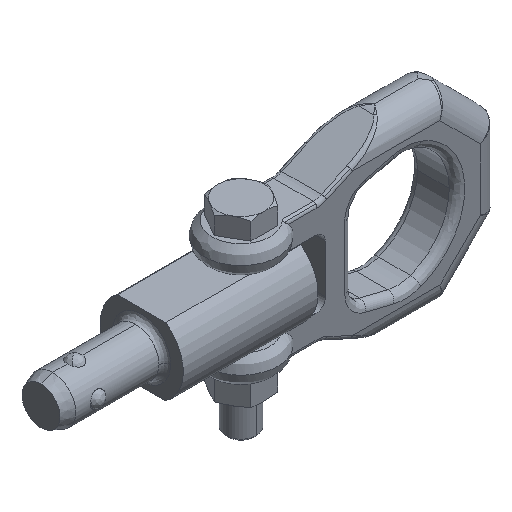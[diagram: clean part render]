
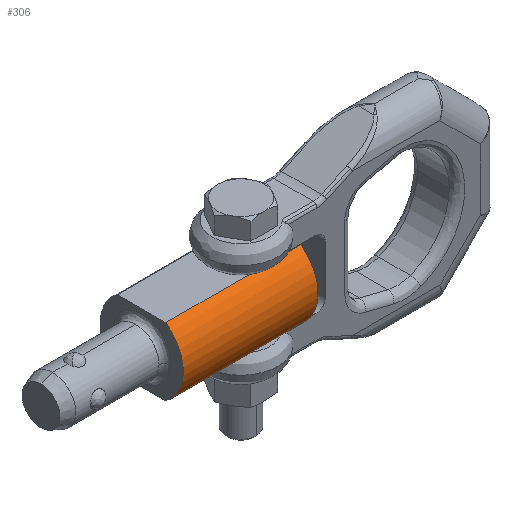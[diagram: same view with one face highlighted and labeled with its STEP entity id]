
A CAD part, isometric view. The second image highlights one B-rep face of the part: STEP entity #306.
In plain terms, the highlighted cylindrical face has radius 10.75 mm (diameter 21.5 mm), a partial arc.
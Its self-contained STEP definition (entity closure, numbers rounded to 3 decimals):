
#306=ADVANCED_FACE('',(#704),#705,.T.);
#704=FACE_OUTER_BOUND('',#2071,.T.);
#705=CYLINDRICAL_SURFACE('',#2072,10.75);
#2071=EDGE_LOOP('',(#3684,#3685,#3686,#3687));
#2072=AXIS2_PLACEMENT_3D('',#3688,#3689,#3690);
#3684=ORIENTED_EDGE('',*,*,#4811,.T.);
#3685=ORIENTED_EDGE('',*,*,#4812,.T.);
#3686=ORIENTED_EDGE('',*,*,#4804,.T.);
#3687=ORIENTED_EDGE('',*,*,#4813,.T.);
#3688=CARTESIAN_POINT('',(17.425,0.,0.));
#3689=DIRECTION('',(1.0,0.0,0.0));
#3690=DIRECTION('',(0.0,0.0,-1.0));
#4804=EDGE_CURVE('',#5526,#5523,#5527,.T.);
#4811=EDGE_CURVE('',#5537,#5538,#5539,.T.);
#4812=EDGE_CURVE('',#5538,#5526,#5540,.T.);
#4813=EDGE_CURVE('',#5523,#5537,#5541,.T.);
#5523=VERTEX_POINT('',#7254);
#5526=VERTEX_POINT('',#7258);
#5527=LINE('',#7259,#7260);
#5537=VERTEX_POINT('',#7273);
#5538=VERTEX_POINT('',#7274);
#5539=LINE('',#7275,#7276);
#5540=CIRCLE('',#7277,10.75);
#5541=CIRCLE('',#7278,10.75);
#7254=CARTESIAN_POINT('',(0.,-6.245,8.75));
#7258=CARTESIAN_POINT('',(34.85,-6.245,8.75));
#7259=CARTESIAN_POINT('',(17.425,-6.245,8.75));
#7260=VECTOR('',#8787,1000.0);
#7273=CARTESIAN_POINT('',(0.,-6.245,-8.75));
#7274=CARTESIAN_POINT('',(34.85,-6.245,-8.75));
#7275=CARTESIAN_POINT('',(17.425,-6.245,-8.75));
#7276=VECTOR('',#8797,1000.0);
#7277=AXIS2_PLACEMENT_3D('',#8798,#8799,#8800);
#7278=AXIS2_PLACEMENT_3D('',#8801,#8802,#8803);
#8787=DIRECTION('',(-1.0,0.0,0.0));
#8797=DIRECTION('',(1.0,0.0,0.0));
#8798=CARTESIAN_POINT('',(34.85,0.,0.));
#8799=DIRECTION('',(-1.0,0.0,0.0));
#8800=DIRECTION('',(0.0,0.0,-1.0));
#8801=CARTESIAN_POINT('',(0.,0.,0.));
#8802=DIRECTION('',(1.0,0.0,0.0));
#8803=DIRECTION('',(0.0,0.0,-1.0));
